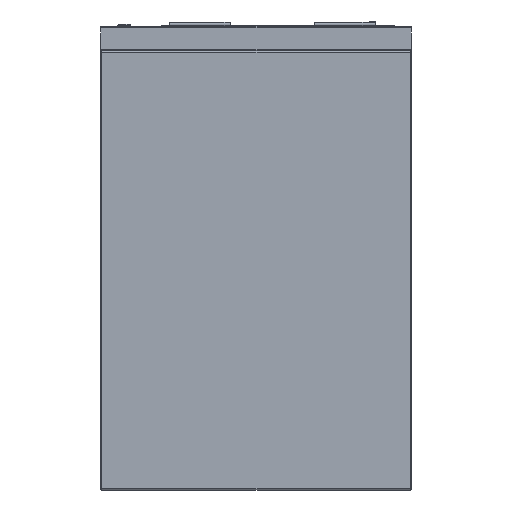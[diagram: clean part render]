
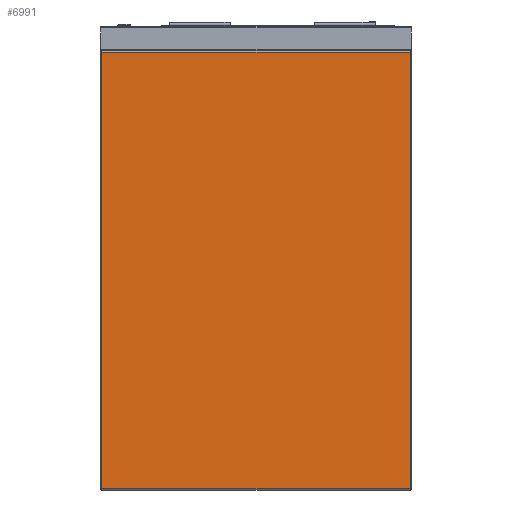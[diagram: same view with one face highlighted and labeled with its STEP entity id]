
A CAD part, left-side view. The second image highlights one B-rep face of the part: STEP entity #6991.
In plain terms, the highlighted planar face has unit normal (-1, 0, 0).
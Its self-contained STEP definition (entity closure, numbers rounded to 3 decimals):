
#621 = CARTESIAN_POINT ( 'NONE',  ( -515., -253., -758. ) ) ;
#1305 = VECTOR ( 'NONE', #6669, 1000. ) ;
#1684 = VECTOR ( 'NONE', #18145, 1000. ) ;
#2588 = CARTESIAN_POINT ( 'NONE',  ( -515., -253., -42. ) ) ;
#3716 = CARTESIAN_POINT ( 'NONE',  ( -515., 255., -42. ) ) ;
#4139 = CARTESIAN_POINT ( 'NONE',  ( -515., 253., -758. ) ) ;
#4477 = AXIS2_PLACEMENT_3D ( 'NONE', #15647, #18377, #11219 ) ;
#4824 = ORIENTED_EDGE ( 'NONE', *, *, #8968, .T. ) ;
#5991 = ORIENTED_EDGE ( 'NONE', *, *, #8951, .T. ) ;
#6669 = DIRECTION ( 'NONE',  ( 0., -1., 0. ) ) ;
#6814 = ORIENTED_EDGE ( 'NONE', *, *, #12713, .T. ) ;
#6991 = ADVANCED_FACE ( 'Fl�che7', ( #18742 ), #14012, .T. ) ;
#7587 = LINE ( 'NONE', #12249, #1684 ) ;
#8341 = LINE ( 'NONE', #11372, #17778 ) ;
#8757 = EDGE_CURVE ( 'NONE', #17800, #15186, #7587, .T. ) ;
#8768 = ORIENTED_EDGE ( 'NONE', *, *, #8757, .T. ) ;
#8873 = VERTEX_POINT ( 'NONE', #621 ) ;
#8951 = EDGE_CURVE ( 'NONE', #16882, #17800, #17255, .T. ) ;
#8968 = EDGE_CURVE ( 'NONE', #8873, #16882, #8341, .T. ) ;
#9902 = DIRECTION ( 'NONE',  ( 0., 0., 1. ) ) ;
#10963 = LINE ( 'NONE', #12681, #1305 ) ;
#11219 = DIRECTION ( 'NONE',  ( 0., 0., 1. ) ) ;
#11372 = CARTESIAN_POINT ( 'NONE',  ( -515., -253., -760. ) ) ;
#12249 = CARTESIAN_POINT ( 'NONE',  ( -515., 253., -760. ) ) ;
#12681 = CARTESIAN_POINT ( 'NONE',  ( -515., -255., -758. ) ) ;
#12713 = EDGE_CURVE ( 'NONE', #15186, #8873, #10963, .T. ) ;
#13861 = EDGE_LOOP ( 'NONE', ( #4824, #5991, #8768, #6814 ) ) ;
#13873 = DIRECTION ( 'NONE',  ( 0., 1., 0. ) ) ;
#14012 = PLANE ( 'NONE',  #4477 ) ;
#15186 = VERTEX_POINT ( 'NONE', #4139 ) ;
#15647 = CARTESIAN_POINT ( 'NONE',  ( -515., -255., -760. ) ) ;
#16882 = VERTEX_POINT ( 'NONE', #2588 ) ;
#17255 = LINE ( 'NONE', #3716, #18092 ) ;
#17320 = CARTESIAN_POINT ( 'NONE',  ( -515., 253., -42. ) ) ;
#17778 = VECTOR ( 'NONE', #9902, 1000. ) ;
#17800 = VERTEX_POINT ( 'NONE', #17320 ) ;
#18092 = VECTOR ( 'NONE', #13873, 1000. ) ;
#18145 = DIRECTION ( 'NONE',  ( 0., 0., -1. ) ) ;
#18377 = DIRECTION ( 'NONE',  ( -1., 0., 0. ) ) ;
#18742 = FACE_OUTER_BOUND ( 'NONE', #13861, .T. ) ;
